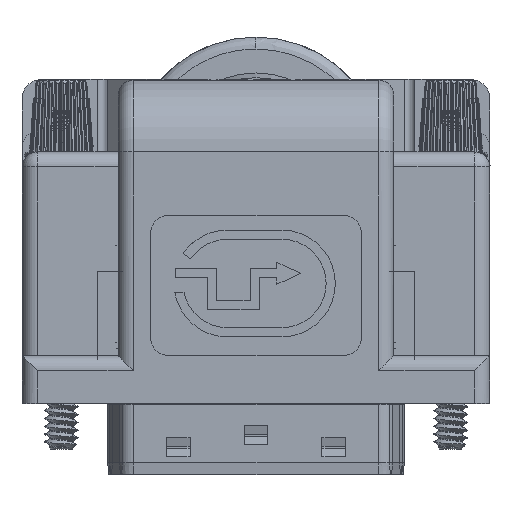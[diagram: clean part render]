
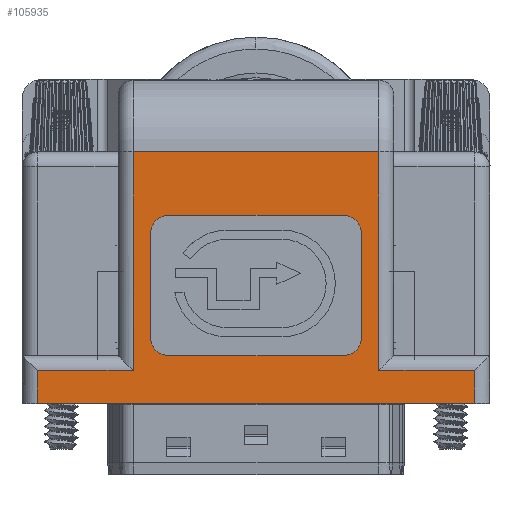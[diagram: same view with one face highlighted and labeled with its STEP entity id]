
A CAD part, top view. The second image highlights one B-rep face of the part: STEP entity #105935.
In plain terms, the highlighted face is planar.
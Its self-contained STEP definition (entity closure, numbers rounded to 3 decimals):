
#7317 = AXIS2_PLACEMENT_3D ( 'NONE', #51795, #51796, #51797 ) ;
#7318 = AXIS2_PLACEMENT_3D ( 'NONE', #51800, #51801, #51802 ) ;
#7319 = AXIS2_PLACEMENT_3D ( 'NONE', #51805, #51806, #51807 ) ;
#7320 = AXIS2_PLACEMENT_3D ( 'NONE', #51810, #51811, #51812 ) ;
#31804 = LINE ( 'NONE', #51794, #31853 ) ;
#31842 = CIRCLE ( 'NONE', #7317, 1.5 ) ;
#31849 = LINE ( 'NONE', #51809, #31884 ) ;
#31851 = CIRCLE ( 'NONE', #7318, 1.5 ) ;
#31853 = VECTOR ( 'NONE', #51778, 1000. ) ;
#31855 = LINE ( 'NONE', #51793, #31860 ) ;
#31858 = CIRCLE ( 'NONE', #7319, 1.5 ) ;
#31860 = VECTOR ( 'NONE', #51792, 1000. ) ;
#31864 = LINE ( 'NONE', #51798, #31868 ) ;
#31866 = CIRCLE ( 'NONE', #7320, 1.5 ) ;
#31868 = VECTOR ( 'NONE', #51799, 1000. ) ;
#31870 = LINE ( 'NONE', #51803, #31874 ) ;
#31872 = LINE ( 'NONE', #51813, #31880 ) ;
#31874 = VECTOR ( 'NONE', #51804, 1000. ) ;
#31880 = VECTOR ( 'NONE', #51815, 1000. ) ;
#31882 = LINE ( 'NONE', #51817, #31888 ) ;
#31884 = VECTOR ( 'NONE', #51816, 1000. ) ;
#31886 = LINE ( 'NONE', #51819, #31893 ) ;
#31888 = VECTOR ( 'NONE', #51818, 1000. ) ;
#31891 = LINE ( 'NONE', #51821, #31897 ) ;
#31893 = VECTOR ( 'NONE', #51820, 1000. ) ;
#31895 = LINE ( 'NONE', #51823, #31901 ) ;
#31897 = VECTOR ( 'NONE', #51822, 1000. ) ;
#31899 = LINE ( 'NONE', #51825, #31906 ) ;
#31901 = VECTOR ( 'NONE', #51824, 1000. ) ;
#31904 = LINE ( 'NONE', #51827, #31910 ) ;
#31906 = VECTOR ( 'NONE', #51826, 1000. ) ;
#31910 = VECTOR ( 'NONE', #51828, 1000. ) ;
#51778 = DIRECTION ( 'NONE',  ( 0., 0., 1. ) ) ;
#51792 = DIRECTION ( 'NONE',  ( 1., 0., 0. ) ) ;
#51793 = CARTESIAN_POINT ( 'NONE',  ( -7.3, -7.8, 15.7 ) ) ;
#51794 = CARTESIAN_POINT ( 'NONE',  ( -8.8, -7.8, 14.2 ) ) ;
#51795 = CARTESIAN_POINT ( 'NONE',  ( -7.3, -7.8, 5.5 ) ) ;
#51796 = DIRECTION ( 'NONE',  ( 0., 1., 0. ) ) ;
#51797 = DIRECTION ( 'NONE',  ( 1., 0., 0. ) ) ;
#51798 = CARTESIAN_POINT ( 'NONE',  ( 8.8, -7.8, 14.2 ) ) ;
#51799 = DIRECTION ( 'NONE',  ( 0., 0., -1. ) ) ;
#51800 = CARTESIAN_POINT ( 'NONE',  ( -7.3, -7.8, 14.2 ) ) ;
#51801 = DIRECTION ( 'NONE',  ( 0., 1., 0. ) ) ;
#51802 = DIRECTION ( 'NONE',  ( 1., 0., 0. ) ) ;
#51803 = CARTESIAN_POINT ( 'NONE',  ( -7.3, -7.8, 4. ) ) ;
#51804 = DIRECTION ( 'NONE',  ( -1., 0., 0. ) ) ;
#51805 = CARTESIAN_POINT ( 'NONE',  ( 7.3, -7.8, 14.2 ) ) ;
#51806 = DIRECTION ( 'NONE',  ( 0., 1., 0. ) ) ;
#51807 = DIRECTION ( 'NONE',  ( -1., 0., 0. ) ) ;
#51809 = CARTESIAN_POINT ( 'NONE',  ( 19.5, -7.8, 21. ) ) ;
#51810 = CARTESIAN_POINT ( 'NONE',  ( 7.3, -7.8, 5.5 ) ) ;
#51811 = DIRECTION ( 'NONE',  ( 0., 1., 0. ) ) ;
#51812 = DIRECTION ( 'NONE',  ( 1., 0., 0. ) ) ;
#51813 = CARTESIAN_POINT ( 'NONE',  ( 10.25, -7.8, 27. ) ) ;
#51815 = DIRECTION ( 'NONE',  ( 0., 0., 1. ) ) ;
#51816 = DIRECTION ( 'NONE',  ( -1., 0., 0. ) ) ;
#51817 = CARTESIAN_POINT ( 'NONE',  ( -10.25, -7.8, 27. ) ) ;
#51818 = DIRECTION ( 'NONE',  ( 0., 0., -1. ) ) ;
#51819 = CARTESIAN_POINT ( 'NONE',  ( 19.5, -7.8, 2.75 ) ) ;
#51820 = DIRECTION ( 'NONE',  ( -1., 0., 0. ) ) ;
#51821 = CARTESIAN_POINT ( 'NONE',  ( -18.25, -7.8, 27. ) ) ;
#51822 = DIRECTION ( 'NONE',  ( 0., 0., -1. ) ) ;
#51823 = CARTESIAN_POINT ( 'NONE',  ( 19.5, -7.8, 0. ) ) ;
#51824 = DIRECTION ( 'NONE',  ( 1., 0., 0. ) ) ;
#51825 = CARTESIAN_POINT ( 'NONE',  ( 18.25, -7.8, 27. ) ) ;
#51826 = DIRECTION ( 'NONE',  ( 0., 0., 1. ) ) ;
#51827 = CARTESIAN_POINT ( 'NONE',  ( 19.5, -7.8, 2.75 ) ) ;
#51828 = DIRECTION ( 'NONE',  ( -1., 0., 0. ) ) ;
#55340 = FACE_BOUND ( 'NONE', #117858, .T. ) ;
#55344 = FACE_OUTER_BOUND ( 'NONE', #117856, .T. ) ;
#57450 = CARTESIAN_POINT ( 'NONE',  ( 10.25, -7.8, 2.75 ) ) ;
#57463 = CARTESIAN_POINT ( 'NONE',  ( -7.3, -7.8, 4. ) ) ;
#57464 = CARTESIAN_POINT ( 'NONE',  ( -8.8, -7.8, 5.5 ) ) ;
#57473 = CARTESIAN_POINT ( 'NONE',  ( -8.8, -7.8, 14.2 ) ) ;
#57474 = CARTESIAN_POINT ( 'NONE',  ( -7.3, -7.8, 15.7 ) ) ;
#57475 = CARTESIAN_POINT ( 'NONE',  ( 7.3, -7.8, 15.7 ) ) ;
#57476 = CARTESIAN_POINT ( 'NONE',  ( 8.8, -7.8, 14.2 ) ) ;
#57477 = CARTESIAN_POINT ( 'NONE',  ( 8.8, -7.8, 5.5 ) ) ;
#57478 = CARTESIAN_POINT ( 'NONE',  ( 7.3, -7.8, 4. ) ) ;
#57479 = CARTESIAN_POINT ( 'NONE',  ( 10.25, -7.8, 21. ) ) ;
#57481 = CARTESIAN_POINT ( 'NONE',  ( -10.25, -7.8, 21. ) ) ;
#57482 = CARTESIAN_POINT ( 'NONE',  ( -10.25, -7.8, 2.75 ) ) ;
#57483 = CARTESIAN_POINT ( 'NONE',  ( -18.25, -7.8, 2.75 ) ) ;
#57484 = CARTESIAN_POINT ( 'NONE',  ( -18.25, -7.8, 0. ) ) ;
#57485 = CARTESIAN_POINT ( 'NONE',  ( 18.25, -7.8, 0. ) ) ;
#57486 = CARTESIAN_POINT ( 'NONE',  ( 18.25, -7.8, 2.75 ) ) ;
#62404 = AXIS2_PLACEMENT_3D ( 'NONE', #78416, #78412, #78423 ) ;
#78412 = DIRECTION ( 'NONE',  ( 0., 1., 0. ) ) ;
#78416 = CARTESIAN_POINT ( 'NONE',  ( 19.5, -7.8, 27. ) ) ;
#78420 = PLANE ( 'NONE',  #62404 ) ;
#78423 = DIRECTION ( 'NONE',  ( -1., 0., 0. ) ) ;
#97734 = EDGE_CURVE ( 'NONE', #102575, #102576, #31842, .T. ) ;
#97737 = EDGE_CURVE ( 'NONE', #102576, #102585, #31804, .T. ) ;
#97740 = EDGE_CURVE ( 'NONE', #102585, #102586, #31851, .T. ) ;
#97744 = EDGE_CURVE ( 'NONE', #102586, #102587, #31855, .T. ) ;
#97747 = EDGE_CURVE ( 'NONE', #102587, #102588, #31858, .T. ) ;
#97751 = EDGE_CURVE ( 'NONE', #102588, #102589, #31864, .T. ) ;
#97755 = EDGE_CURVE ( 'NONE', #102589, #102590, #31866, .T. ) ;
#97758 = EDGE_CURVE ( 'NONE', #102590, #102575, #31870, .T. ) ;
#97761 = EDGE_CURVE ( 'NONE', #102562, #102591, #31872, .T. ) ;
#97765 = EDGE_CURVE ( 'NONE', #102591, #102593, #31849, .T. ) ;
#97768 = EDGE_CURVE ( 'NONE', #102593, #102594, #31882, .T. ) ;
#97771 = EDGE_CURVE ( 'NONE', #102594, #102595, #31886, .T. ) ;
#97776 = EDGE_CURVE ( 'NONE', #102595, #102596, #31891, .T. ) ;
#97779 = EDGE_CURVE ( 'NONE', #102596, #102597, #31895, .T. ) ;
#97782 = EDGE_CURVE ( 'NONE', #102597, #102598, #31899, .T. ) ;
#97786 = EDGE_CURVE ( 'NONE', #102598, #102562, #31904, .T. ) ;
#102562 = VERTEX_POINT ( 'NONE', #57450 ) ;
#102575 = VERTEX_POINT ( 'NONE', #57463 ) ;
#102576 = VERTEX_POINT ( 'NONE', #57464 ) ;
#102585 = VERTEX_POINT ( 'NONE', #57473 ) ;
#102586 = VERTEX_POINT ( 'NONE', #57474 ) ;
#102587 = VERTEX_POINT ( 'NONE', #57475 ) ;
#102588 = VERTEX_POINT ( 'NONE', #57476 ) ;
#102589 = VERTEX_POINT ( 'NONE', #57477 ) ;
#102590 = VERTEX_POINT ( 'NONE', #57478 ) ;
#102591 = VERTEX_POINT ( 'NONE', #57479 ) ;
#102593 = VERTEX_POINT ( 'NONE', #57481 ) ;
#102594 = VERTEX_POINT ( 'NONE', #57482 ) ;
#102595 = VERTEX_POINT ( 'NONE', #57483 ) ;
#102596 = VERTEX_POINT ( 'NONE', #57484 ) ;
#102597 = VERTEX_POINT ( 'NONE', #57485 ) ;
#102598 = VERTEX_POINT ( 'NONE', #57486 ) ;
#105935 = ADVANCED_FACE ( 'NONE', ( #55340, #55344 ), #78420, .F. ) ;
#116935 = ORIENTED_EDGE ( 'NONE', *, *, #97734, .T. ) ;
#116936 = ORIENTED_EDGE ( 'NONE', *, *, #97737, .T. ) ;
#116937 = ORIENTED_EDGE ( 'NONE', *, *, #97740, .T. ) ;
#116938 = ORIENTED_EDGE ( 'NONE', *, *, #97744, .T. ) ;
#116939 = ORIENTED_EDGE ( 'NONE', *, *, #97747, .T. ) ;
#116940 = ORIENTED_EDGE ( 'NONE', *, *, #97751, .T. ) ;
#116941 = ORIENTED_EDGE ( 'NONE', *, *, #97755, .T. ) ;
#116942 = ORIENTED_EDGE ( 'NONE', *, *, #97758, .T. ) ;
#116943 = ORIENTED_EDGE ( 'NONE', *, *, #97761, .T. ) ;
#116944 = ORIENTED_EDGE ( 'NONE', *, *, #97765, .T. ) ;
#116945 = ORIENTED_EDGE ( 'NONE', *, *, #97768, .T. ) ;
#116946 = ORIENTED_EDGE ( 'NONE', *, *, #97771, .T. ) ;
#116947 = ORIENTED_EDGE ( 'NONE', *, *, #97776, .T. ) ;
#116948 = ORIENTED_EDGE ( 'NONE', *, *, #97779, .T. ) ;
#116949 = ORIENTED_EDGE ( 'NONE', *, *, #97782, .T. ) ;
#116950 = ORIENTED_EDGE ( 'NONE', *, *, #97786, .T. ) ;
#117856 = EDGE_LOOP ( 'NONE', ( #116943, #116944, #116945, #116946, #116947, #116948, #116949, #116950 ) ) ;
#117858 = EDGE_LOOP ( 'NONE', ( #116935, #116936, #116937, #116938, #116939, #116940, #116941, #116942 ) ) ;
